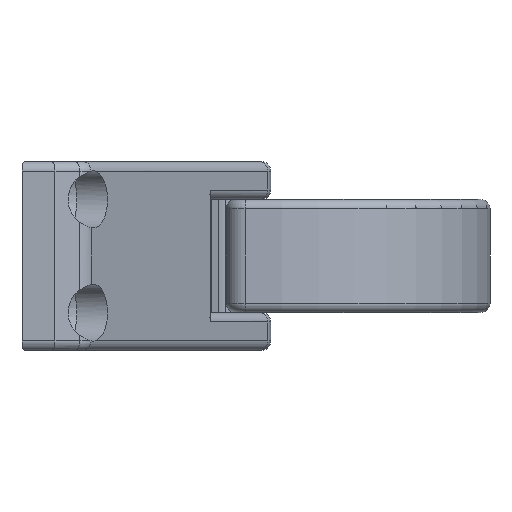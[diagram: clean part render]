
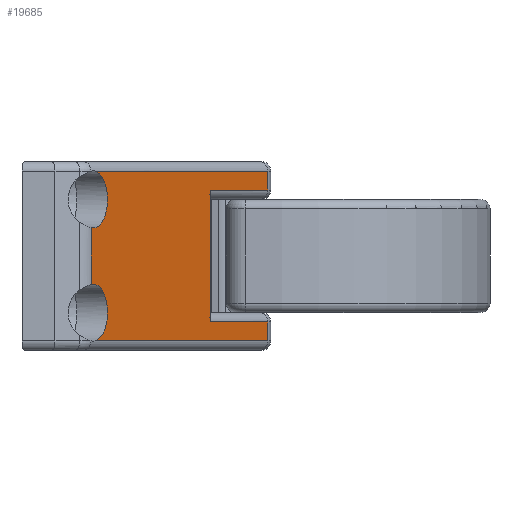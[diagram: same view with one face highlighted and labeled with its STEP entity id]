
A CAD part, left-side view. The second image highlights one B-rep face of the part: STEP entity #19685.
In plain terms, the highlighted planar face has unit normal (-0.486, -0.874, 0).
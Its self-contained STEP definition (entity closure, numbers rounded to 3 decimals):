
#19063 = VERTEX_POINT('',#19064);
#19064 = CARTESIAN_POINT('',(-112.428,33.129,
    -6.022));
#19081 = EDGE_CURVE('',#19063,#19082,#19084,.T.);
#19082 = VERTEX_POINT('',#19083);
#19083 = CARTESIAN_POINT('',(-110.889,32.274,-18.));
#19084 = ELLIPSE('',#19085,6.237,6.05);
#19085 = AXIS2_PLACEMENT_3D('',#19086,#19087,#19088);
#19086 = CARTESIAN_POINT('',(-111.589,32.663,-12.));
#19087 = DIRECTION('',(0.486,0.874,0.));
#19088 = DIRECTION('',(0.874,-0.486,0.
    ));
#19124 = VERTEX_POINT('',#19125);
#19125 = CARTESIAN_POINT('',(-112.428,33.129,
    6.022));
#19144 = EDGE_CURVE('',#19063,#19124,#19145,.T.);
#19145 = LINE('',#19146,#19147);
#19146 = CARTESIAN_POINT('',(-112.428,33.129,-20.));
#19147 = VECTOR('',#19148,1.);
#19148 = DIRECTION('',(0.,0.,1.));
#19212 = VERTEX_POINT('',#19213);
#19213 = CARTESIAN_POINT('',(-110.889,32.274,18.));
#19226 = EDGE_CURVE('',#19212,#19124,#19227,.T.);
#19227 = ELLIPSE('',#19228,6.237,6.05);
#19228 = AXIS2_PLACEMENT_3D('',#19229,#19230,#19231);
#19229 = CARTESIAN_POINT('',(-111.589,32.663,12.));
#19230 = DIRECTION('',(0.486,0.874,0.));
#19231 = DIRECTION('',(0.874,-0.486,0.
    ));
#19685 = ADVANCED_FACE('',(#19686),#19761,.F.);
#19686 = FACE_BOUND('',#19687,.F.);
#19687 = EDGE_LOOP('',(#19688,#19698,#19706,#19712,#19713,#19714,#19715,
    #19723,#19731,#19739,#19747,#19755));
#19688 = ORIENTED_EDGE('',*,*,#19689,.T.);
#19689 = EDGE_CURVE('',#19690,#19692,#19694,.T.);
#19690 = VERTEX_POINT('',#19691);
#19691 = CARTESIAN_POINT('',(-66.694,7.721,-14.));
#19692 = VERTEX_POINT('',#19693);
#19693 = CARTESIAN_POINT('',(-44.928,-4.371,-14.));
#19694 = LINE('',#19695,#19696);
#19695 = CARTESIAN_POINT('',(-66.694,7.721,-14.));
#19696 = VECTOR('',#19697,1.);
#19697 = DIRECTION('',(0.874,-0.486,0.));
#19698 = ORIENTED_EDGE('',*,*,#19699,.F.);
#19699 = EDGE_CURVE('',#19700,#19692,#19702,.T.);
#19700 = VERTEX_POINT('',#19701);
#19701 = CARTESIAN_POINT('',(-44.928,-4.371,-18.));
#19702 = LINE('',#19703,#19704);
#19703 = CARTESIAN_POINT('',(-44.928,-4.371,-20.));
#19704 = VECTOR('',#19705,1.);
#19705 = DIRECTION('',(0.,0.,1.));
#19706 = ORIENTED_EDGE('',*,*,#19707,.T.);
#19707 = EDGE_CURVE('',#19700,#19082,#19708,.T.);
#19708 = LINE('',#19709,#19710);
#19709 = CARTESIAN_POINT('',(-44.928,-4.371,-18.));
#19710 = VECTOR('',#19711,1.);
#19711 = DIRECTION('',(-0.874,0.486,0.));
#19712 = ORIENTED_EDGE('',*,*,#19081,.F.);
#19713 = ORIENTED_EDGE('',*,*,#19144,.T.);
#19714 = ORIENTED_EDGE('',*,*,#19226,.F.);
#19715 = ORIENTED_EDGE('',*,*,#19716,.F.);
#19716 = EDGE_CURVE('',#19717,#19212,#19719,.T.);
#19717 = VERTEX_POINT('',#19718);
#19718 = CARTESIAN_POINT('',(-44.928,-4.371,18.));
#19719 = LINE('',#19720,#19721);
#19720 = CARTESIAN_POINT('',(-44.928,-4.371,18.));
#19721 = VECTOR('',#19722,1.);
#19722 = DIRECTION('',(-0.874,0.486,0.));
#19723 = ORIENTED_EDGE('',*,*,#19724,.F.);
#19724 = EDGE_CURVE('',#19725,#19717,#19727,.T.);
#19725 = VERTEX_POINT('',#19726);
#19726 = CARTESIAN_POINT('',(-44.928,-4.371,14.));
#19727 = LINE('',#19728,#19729);
#19728 = CARTESIAN_POINT('',(-44.928,-4.371,-20.));
#19729 = VECTOR('',#19730,1.);
#19730 = DIRECTION('',(0.,0.,1.));
#19731 = ORIENTED_EDGE('',*,*,#19732,.F.);
#19732 = EDGE_CURVE('',#19733,#19725,#19735,.T.);
#19733 = VERTEX_POINT('',#19734);
#19734 = CARTESIAN_POINT('',(-66.694,7.721,14.));
#19735 = LINE('',#19736,#19737);
#19736 = CARTESIAN_POINT('',(-66.694,7.721,14.));
#19737 = VECTOR('',#19738,1.);
#19738 = DIRECTION('',(0.874,-0.486,0.));
#19739 = ORIENTED_EDGE('',*,*,#19740,.F.);
#19740 = EDGE_CURVE('',#19741,#19733,#19743,.T.);
#19741 = VERTEX_POINT('',#19742);
#19742 = CARTESIAN_POINT('',(-66.694,7.721,12.));
#19743 = LINE('',#19744,#19745);
#19744 = CARTESIAN_POINT('',(-66.694,7.721,12.));
#19745 = VECTOR('',#19746,1.);
#19746 = DIRECTION('',(0.,0.,1.));
#19747 = ORIENTED_EDGE('',*,*,#19748,.F.);
#19748 = EDGE_CURVE('',#19749,#19741,#19751,.T.);
#19749 = VERTEX_POINT('',#19750);
#19750 = CARTESIAN_POINT('',(-66.694,7.721,-12.));
#19751 = LINE('',#19752,#19753);
#19752 = CARTESIAN_POINT('',(-66.694,7.721,12.));
#19753 = VECTOR('',#19754,1.);
#19754 = DIRECTION('',(0.,0.,1.));
#19755 = ORIENTED_EDGE('',*,*,#19756,.T.);
#19756 = EDGE_CURVE('',#19749,#19690,#19757,.T.);
#19757 = LINE('',#19758,#19759);
#19758 = CARTESIAN_POINT('',(-66.694,7.721,12.));
#19759 = VECTOR('',#19760,1.);
#19760 = DIRECTION('',(-0.,-0.,-1.));
#19761 = PLANE('',#19762);
#19762 = AXIS2_PLACEMENT_3D('',#19763,#19764,#19765);
#19763 = CARTESIAN_POINT('',(-112.428,33.129,-20.));
#19764 = DIRECTION('',(0.486,0.874,0.));
#19765 = DIRECTION('',(0.874,-0.486,0.));
